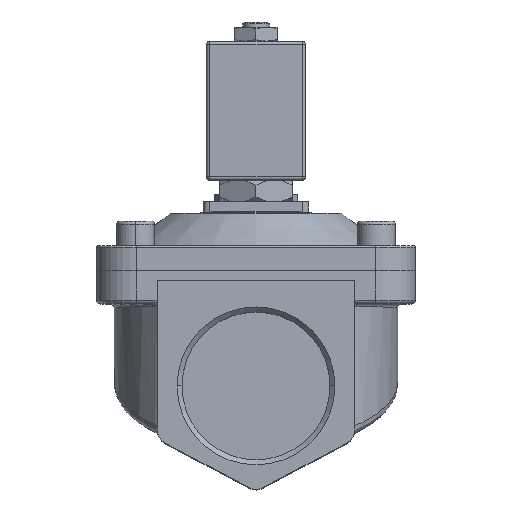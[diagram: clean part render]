
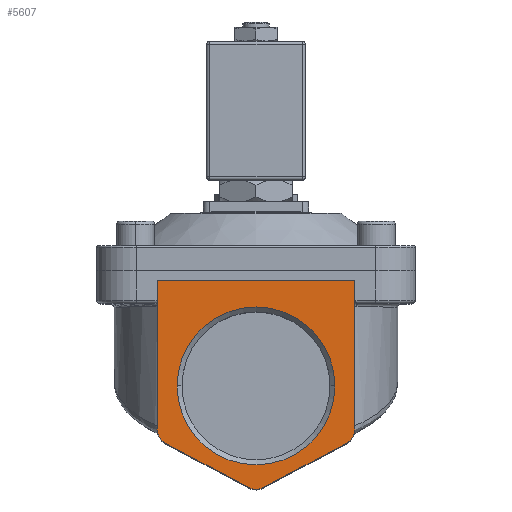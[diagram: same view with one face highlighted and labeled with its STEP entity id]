
A CAD part, top view. The second image highlights one B-rep face of the part: STEP entity #5607.
In plain terms, the highlighted planar face has unit normal (0, 0, 1).
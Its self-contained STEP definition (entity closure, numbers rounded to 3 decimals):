
#18 = EDGE_CURVE ( 'NONE', #7875, #4188, #7720, .T. ) ;
#214 = FACE_BOUND ( 'NONE', #11996, .T. ) ;
#256 = VERTEX_POINT ( 'NONE', #4917 ) ;
#476 = CARTESIAN_POINT ( 'NONE',  ( 30., 64., 65.5 ) ) ;
#710 = ORIENTED_EDGE ( 'NONE', *, *, #9611, .T. ) ;
#790 = VERTEX_POINT ( 'NONE', #13611 ) ;
#952 = DIRECTION ( 'NONE',  ( 0., -1., 0. ) ) ;
#1010 = EDGE_CURVE ( 'NONE', #11242, #7875, #14511, .T. ) ;
#1015 = DIRECTION ( 'NONE',  ( -1., 0., 0. ) ) ;
#1280 = ORIENTED_EDGE ( 'NONE', *, *, #1010, .T. ) ;
#1494 = AXIS2_PLACEMENT_3D ( 'NONE', #2153, #10643, #3371 ) ;
#1757 = CARTESIAN_POINT ( 'NONE',  ( 30., 19., 65.5 ) ) ;
#1887 = VECTOR ( 'NONE', #6169, 1000. ) ;
#2153 = CARTESIAN_POINT ( 'NONE',  ( 0., 5.667, 65.5 ) ) ;
#2277 = ORIENTED_EDGE ( 'NONE', *, *, #3782, .T. ) ;
#2295 = CARTESIAN_POINT ( 'NONE',  ( -27.353, 14.588, 65.5 ) ) ;
#2407 = VECTOR ( 'NONE', #14874, 1000. ) ;
#2612 = ORIENTED_EDGE ( 'NONE', *, *, #8064, .T. ) ;
#2663 = LINE ( 'NONE', #13346, #1887 ) ;
#2760 = AXIS2_PLACEMENT_3D ( 'NONE', #15659, #4798, #13286 ) ;
#2860 = CARTESIAN_POINT ( 'NONE',  ( 0., 32., 65.5 ) ) ;
#3189 = EDGE_LOOP ( 'NONE', ( #1280, #5765, #13474, #2277, #10634, #5411, #2612, #710 ) ) ;
#3276 = VERTEX_POINT ( 'NONE', #15636 ) ;
#3363 = EDGE_CURVE ( 'NONE', #4188, #790, #13928, .T. ) ;
#3371 = DIRECTION ( 'NONE',  ( -1., 0., 0. ) ) ;
#3646 = AXIS2_PLACEMENT_3D ( 'NONE', #15543, #8300, #1015 ) ;
#3782 = EDGE_CURVE ( 'NONE', #790, #3276, #9380, .T. ) ;
#3970 = VERTEX_POINT ( 'NONE', #7565 ) ;
#4088 = DIRECTION ( 'NONE',  ( 1., 0., 0. ) ) ;
#4188 = VERTEX_POINT ( 'NONE', #2295 ) ;
#4259 = LINE ( 'NONE', #10363, #6730 ) ;
#4798 = DIRECTION ( 'NONE',  ( 0., 0., -1. ) ) ;
#4917 = CARTESIAN_POINT ( 'NONE',  ( -23.927, 32., 65.5 ) ) ;
#4983 = CIRCLE ( 'NONE', #7523, 23.927 ) ;
#5217 = VECTOR ( 'NONE', #952, 1000. ) ;
#5275 = DIRECTION ( 'NONE',  ( 0., 0., 1. ) ) ;
#5411 = ORIENTED_EDGE ( 'NONE', *, *, #13501, .T. ) ;
#5607 = ADVANCED_FACE ( 'NONE', ( #214, #9516 ), #12076, .F. ) ;
#5693 = EDGE_CURVE ( 'NONE', #3276, #3970, #2663, .T. ) ;
#5765 = ORIENTED_EDGE ( 'NONE', *, *, #18, .T. ) ;
#6096 = CARTESIAN_POINT ( 'NONE',  ( 0., 0., 65.5 ) ) ;
#6169 = DIRECTION ( 'NONE',  ( 0.882, 0.471, 0. ) ) ;
#6445 = DIRECTION ( 'NONE',  ( -1., 0., 0. ) ) ;
#6730 = VECTOR ( 'NONE', #12819, 1000. ) ;
#7374 = CIRCLE ( 'NONE', #12297, 23.927 ) ;
#7495 = VECTOR ( 'NONE', #13376, 1000. ) ;
#7523 = AXIS2_PLACEMENT_3D ( 'NONE', #12568, #5275, #13776 ) ;
#7565 = CARTESIAN_POINT ( 'NONE',  ( 27.353, 14.588, 65.5 ) ) ;
#7720 = CIRCLE ( 'NONE', #7758, 5. ) ;
#7758 = AXIS2_PLACEMENT_3D ( 'NONE', #11237, #12474, #6445 ) ;
#7875 = VERTEX_POINT ( 'NONE', #13205 ) ;
#7951 = CIRCLE ( 'NONE', #3646, 5. ) ;
#8064 = EDGE_CURVE ( 'NONE', #14847, #13857, #12105, .T. ) ;
#8300 = DIRECTION ( 'NONE',  ( 0., 0., 1. ) ) ;
#9264 = CARTESIAN_POINT ( 'NONE',  ( -30., 16., 65.5 ) ) ;
#9380 = CIRCLE ( 'NONE', #1494, 5. ) ;
#9516 = FACE_OUTER_BOUND ( 'NONE', #3189, .T. ) ;
#9611 = EDGE_CURVE ( 'NONE', #13857, #11242, #4259, .T. ) ;
#9697 = ORIENTED_EDGE ( 'NONE', *, *, #13835, .F. ) ;
#10363 = CARTESIAN_POINT ( 'NONE',  ( -30., 64., 65.5 ) ) ;
#10490 = EDGE_CURVE ( 'NONE', #15107, #256, #4983, .T. ) ;
#10634 = ORIENTED_EDGE ( 'NONE', *, *, #5693, .T. ) ;
#10643 = DIRECTION ( 'NONE',  ( 0., 0., 1. ) ) ;
#11237 = CARTESIAN_POINT ( 'NONE',  ( -25., 19., 65.5 ) ) ;
#11242 = VERTEX_POINT ( 'NONE', #14084 ) ;
#11370 = DIRECTION ( 'NONE',  ( 0., 0., 1. ) ) ;
#11996 = EDGE_LOOP ( 'NONE', ( #15673, #9697 ) ) ;
#12076 = PLANE ( 'NONE',  #2760 ) ;
#12105 = LINE ( 'NONE', #13669, #2407 ) ;
#12118 = CARTESIAN_POINT ( 'NONE',  ( 23.927, 32., 65.5 ) ) ;
#12297 = AXIS2_PLACEMENT_3D ( 'NONE', #2860, #11370, #4088 ) ;
#12474 = DIRECTION ( 'NONE',  ( 0., 0., 1. ) ) ;
#12568 = CARTESIAN_POINT ( 'NONE',  ( 0., 32., 65.5 ) ) ;
#12819 = DIRECTION ( 'NONE',  ( -1., 0., 0. ) ) ;
#13205 = CARTESIAN_POINT ( 'NONE',  ( -30., 19., 65.5 ) ) ;
#13286 = DIRECTION ( 'NONE',  ( -1., 0., 0. ) ) ;
#13346 = CARTESIAN_POINT ( 'NONE',  ( 30., 16., 65.5 ) ) ;
#13376 = DIRECTION ( 'NONE',  ( 0.882, -0.471, 0. ) ) ;
#13474 = ORIENTED_EDGE ( 'NONE', *, *, #3363, .T. ) ;
#13501 = EDGE_CURVE ( 'NONE', #3970, #14847, #7951, .T. ) ;
#13611 = CARTESIAN_POINT ( 'NONE',  ( -2.353, 1.255, 65.5 ) ) ;
#13669 = CARTESIAN_POINT ( 'NONE',  ( 30., 64., 65.5 ) ) ;
#13776 = DIRECTION ( 'NONE',  ( 1., 0., 0. ) ) ;
#13835 = EDGE_CURVE ( 'NONE', #256, #15107, #7374, .T. ) ;
#13857 = VERTEX_POINT ( 'NONE', #476 ) ;
#13928 = LINE ( 'NONE', #6096, #7495 ) ;
#14084 = CARTESIAN_POINT ( 'NONE',  ( -30., 64., 65.5 ) ) ;
#14511 = LINE ( 'NONE', #9264, #5217 ) ;
#14847 = VERTEX_POINT ( 'NONE', #1757 ) ;
#14874 = DIRECTION ( 'NONE',  ( 0., 1., 0. ) ) ;
#15107 = VERTEX_POINT ( 'NONE', #12118 ) ;
#15543 = CARTESIAN_POINT ( 'NONE',  ( 25., 19., 65.5 ) ) ;
#15636 = CARTESIAN_POINT ( 'NONE',  ( 2.353, 1.255, 65.5 ) ) ;
#15659 = CARTESIAN_POINT ( 'NONE',  ( 0., 0., 65.5 ) ) ;
#15673 = ORIENTED_EDGE ( 'NONE', *, *, #10490, .F. ) ;
